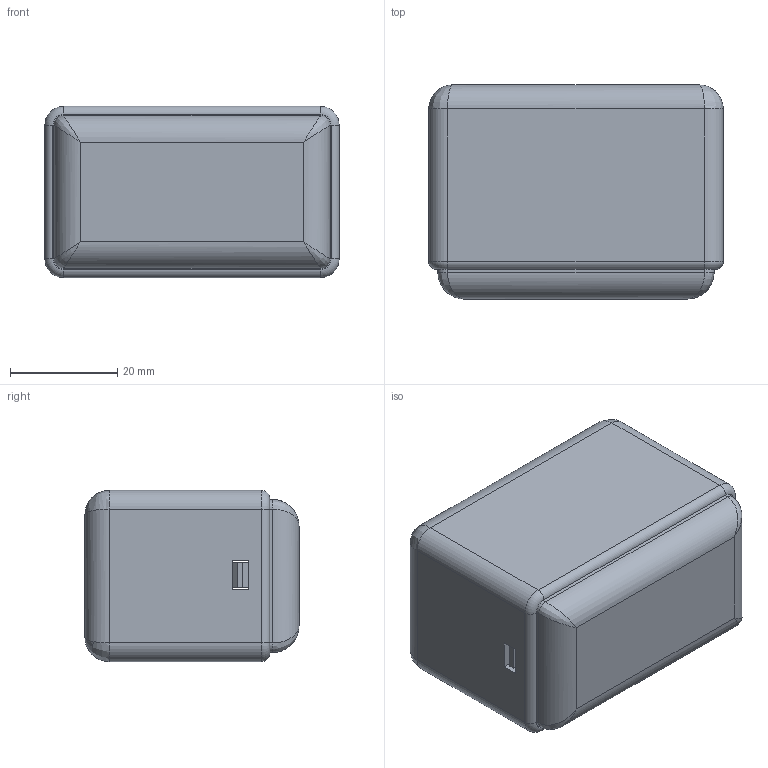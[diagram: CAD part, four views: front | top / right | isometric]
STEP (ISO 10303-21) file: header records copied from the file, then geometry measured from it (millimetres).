
FILE_DESCRIPTION(/* description */ (''),/* implementation_level */ '2;1');
FILE_NAME(/* name */ 'Hand-held night light v10 - 29x52.step',/* time_stamp */ '2020-04-16T22:26:10+08:00',/* author */ (''),/* organization */ (''),/* preprocessor_version */ 'ST-DEVELOPER v18',/* originating_system */ 'Autodesk Translation Framework v8.12.0.6',/* authorisation */ '');
FILE_SCHEMA (('AUTOMOTIVE_DESIGN { 1 0 10303 214 3 1 1 }'));
Length unit declared in the file: millimetre
Products named in the file (1): Hand-held night light
Bounding box: 55 x 40 x 32 mm (x, y, z)
Volume: 14072.7 mm3; surface area: 20295.2 mm2
Topology: 2 solids, 2 shells, 143 faces, 356 edges, 208 vertices
Faces by surface type: plane 81, cylinder 46, bspline 12, torus 4
Full cylindrical faces by diameter (mm): 1.5 x2
Entity records: 4459 total; most frequent: CARTESIAN_POINT 1064, ORIENTED_EDGE 688, DIRECTION 688, EDGE_CURVE 344, LINE 264, VECTOR 264, AXIS2_PLACEMENT_3D 212, VERTEX_POINT 208
